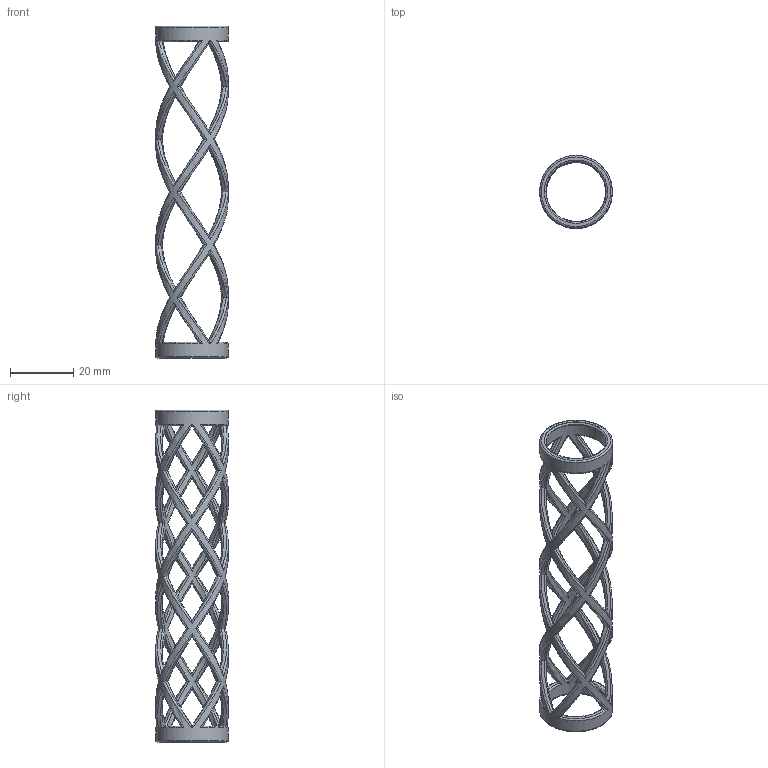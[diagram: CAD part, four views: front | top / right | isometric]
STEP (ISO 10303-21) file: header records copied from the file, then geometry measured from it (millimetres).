
FILE_DESCRIPTION(('STEP AP242'), '1');
FILE_NAME('itemTubeBraid_V2', '', ('UNSPECIFIED'), ('UNSPECIFIED'), 'C3D Converter', 'C3D Toolkit', '');
FILE_SCHEMA(('AP242_MANAGED_MODEL_BASED_3D_ENGINEERING_MIM_LF { 1 0 10303 442 1 1 4 }'));
Length unit declared in the file: millimetre
Bounding box: 23 x 23 x 105 mm (x, y, z)
Surface area: 8144.6 mm2 (no closed solid volume)
Topology: 0 solids, 5 shells, 290 faces, 708 edges, 422 vertices
Faces by surface type: bspline 240, torus 34, plane 14, cylinder 2
Full cylindrical faces by diameter (mm): 19 x1, 23 x1
Entity records: 30655 total; most frequent: CARTESIAN_POINT 25826, ORIENTED_EDGE 1336, EDGE_CURVE 668, B_SPLINE_CURVE_WITH_KNOTS 530, VERTEX_POINT 392, EDGE_LOOP 340, FACE_BOUND 334, ADVANCED_FACE 284
